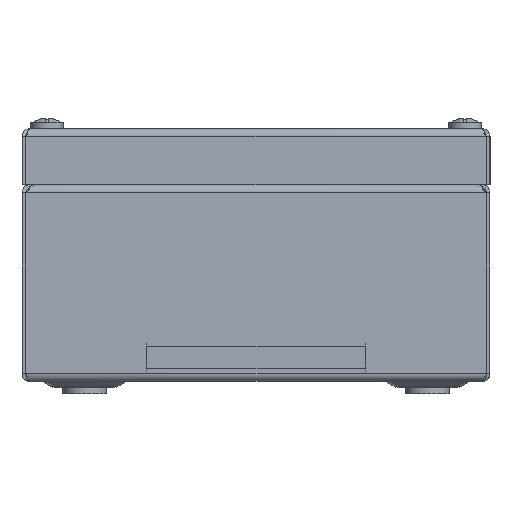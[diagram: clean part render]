
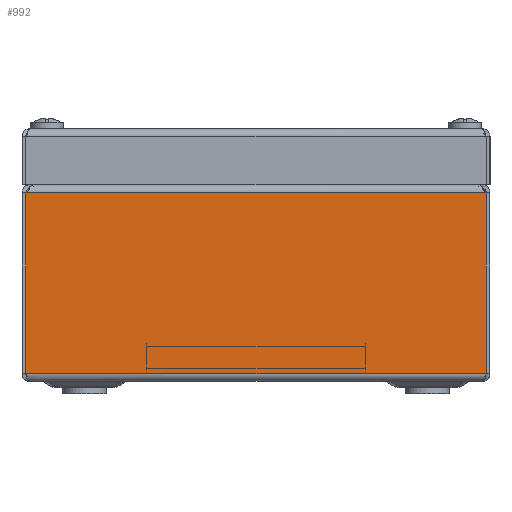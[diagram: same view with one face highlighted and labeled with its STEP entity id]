
A CAD part, left-side view. The second image highlights one B-rep face of the part: STEP entity #992.
In plain terms, the highlighted planar face has unit normal (-1, 0, 0).
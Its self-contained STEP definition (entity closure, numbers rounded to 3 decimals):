
#936 = VERTEX_POINT('',#937);
#937 = CARTESIAN_POINT('',(-200.,-73.743,60.5));
#943 = EDGE_CURVE('',#936,#944,#946,.T.);
#944 = VERTEX_POINT('',#945);
#945 = CARTESIAN_POINT('',(-200.,-73.743,2.5));
#946 = LINE('',#947,#948);
#947 = CARTESIAN_POINT('',(-200.,-73.743,63.));
#948 = VECTOR('',#949,1.);
#949 = DIRECTION('',(0.,0.,-1.));
#992 = ADVANCED_FACE('',(#993),#1018,.F.);
#993 = FACE_BOUND('',#994,.T.);
#994 = EDGE_LOOP('',(#995,#1003,#1011,#1017));
#995 = ORIENTED_EDGE('',*,*,#996,.T.);
#996 = EDGE_CURVE('',#936,#997,#999,.T.);
#997 = VERTEX_POINT('',#998);
#998 = CARTESIAN_POINT('',(-200.,73.743,60.5));
#999 = LINE('',#1000,#1001);
#1000 = CARTESIAN_POINT('',(-200.,-73.743,60.5));
#1001 = VECTOR('',#1002,1.);
#1002 = DIRECTION('',(0.,1.,0.));
#1003 = ORIENTED_EDGE('',*,*,#1004,.F.);
#1004 = EDGE_CURVE('',#1005,#997,#1007,.T.);
#1005 = VERTEX_POINT('',#1006);
#1006 = CARTESIAN_POINT('',(-200.,73.743,2.5));
#1007 = LINE('',#1008,#1009);
#1008 = CARTESIAN_POINT('',(-200.,73.743,63.));
#1009 = VECTOR('',#1010,1.);
#1010 = DIRECTION('',(0.,0.,1.));
#1011 = ORIENTED_EDGE('',*,*,#1012,.F.);
#1012 = EDGE_CURVE('',#944,#1005,#1013,.T.);
#1013 = LINE('',#1014,#1015);
#1014 = CARTESIAN_POINT('',(-200.,-2075.,2.5));
#1015 = VECTOR('',#1016,1.);
#1016 = DIRECTION('',(0.,1.,0.));
#1017 = ORIENTED_EDGE('',*,*,#943,.F.);
#1018 = PLANE('',#1019);
#1019 = AXIS2_PLACEMENT_3D('',#1020,#1021,#1022);
#1020 = CARTESIAN_POINT('',(-200.,-2075.,63.));
#1021 = DIRECTION('',(1.,0.,0.));
#1022 = DIRECTION('',(0.,0.,1.));
